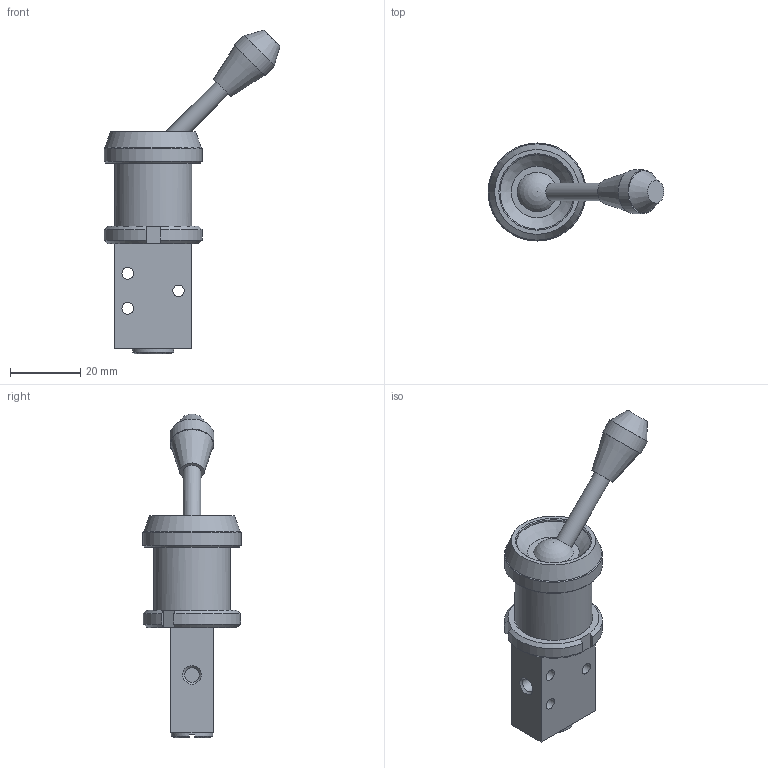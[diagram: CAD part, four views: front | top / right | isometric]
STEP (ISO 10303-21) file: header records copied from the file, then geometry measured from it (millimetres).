
FILE_DESCRIPTION(/* description */ (''),/* implementation_level */ '2;1');
FILE_NAME(/* name */ '105_32_4-#.stp',/* time_stamp */ '2015-12-18T11:30:57+01:00',/* author */ ('maniean1'),/* organization */ ('Pneumax S.p.A.'),/* preprocessor_version */ 'ST-DEVELOPER v15.2',/* originating_system */ 'Autodesk Inventor 2014',/* authorisation */ '');
FILE_SCHEMA (('AUTOMOTIVE_DESIGN { 1 0 10303 214 3 1 1 }'));
Length unit declared in the file: millimetre
Products named in the file (3): 105_32_4_#; RS-105-59
Bounding box: 50.24 x 28 x 92.5 mm (x, y, z)
Volume: 23698.6 mm3; surface area: 8452.3 mm2
Topology: 2 solids, 2 shells, 74 faces, 166 edges, 105 vertices
Faces by surface type: plane 37, cone 20, cylinder 16, sphere 1
Full cylindrical faces by diameter (mm): 3.3 x3, 4.134 x3, 5 x1, 11.8 x1, 12.5 x1, 20.917 x1, 21.224 x1, 22 x1, 28 x1
Entity records: 1990 total; most frequent: CARTESIAN_POINT 348, DIRECTION 342, ORIENTED_EDGE 272, AXIS2_PLACEMENT_3D 143, EDGE_CURVE 136, EDGE_LOOP 117, VERTEX_POINT 101, ADVANCED_FACE 74
